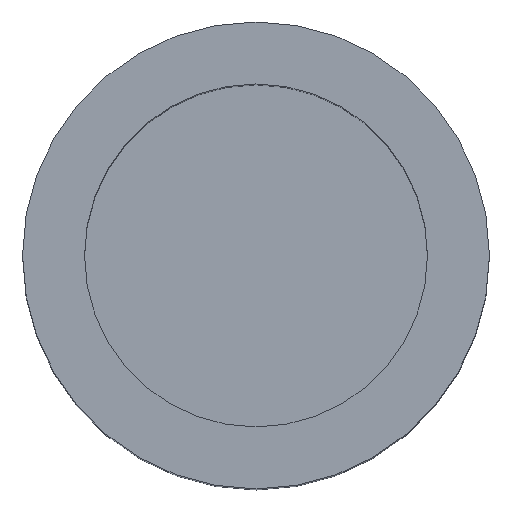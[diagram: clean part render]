
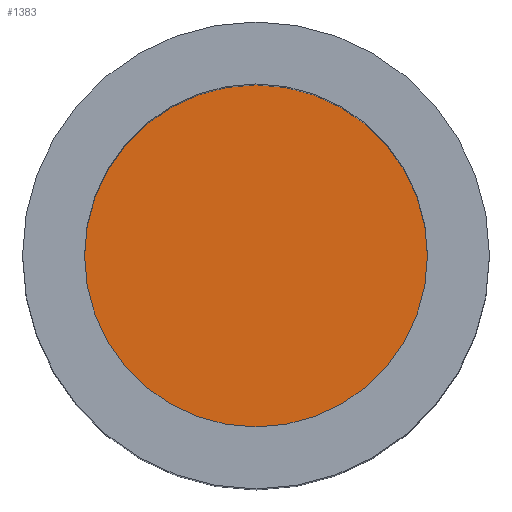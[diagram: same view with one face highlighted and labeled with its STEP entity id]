
A CAD part, top view. The second image highlights one B-rep face of the part: STEP entity #1383.
In plain terms, the highlighted planar face has unit normal (0, 0, 1).
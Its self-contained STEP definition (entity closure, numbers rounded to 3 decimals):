
#22=PLANE('',#1478);
#96=FACE_OUTER_BOUND('',#172,.T.);
#172=EDGE_LOOP('',(#1228));
#186=CIRCLE('',#1479,9.55);
#598=VERTEX_POINT('',#9501);
#810=EDGE_CURVE('',#598,#598,#186,.T.);
#1228=ORIENTED_EDGE('',*,*,#810,.F.);
#1383=ADVANCED_FACE('',(#96),#22,.F.);
#1478=AXIS2_PLACEMENT_3D('',#9500,#1706,#1707);
#1479=AXIS2_PLACEMENT_3D('',#9502,#1708,#1709);
#1706=DIRECTION('center_axis',(0.,0.,-1.));
#1707=DIRECTION('ref_axis',(1.,0.,0.));
#1708=DIRECTION('center_axis',(0.,0.,-1.));
#1709=DIRECTION('ref_axis',(1.,0.,0.));
#9500=CARTESIAN_POINT('Origin',(0.,0.,0.));
#9501=CARTESIAN_POINT('',(-9.55,0.,0.));
#9502=CARTESIAN_POINT('Origin',(0.,0.,0.));
